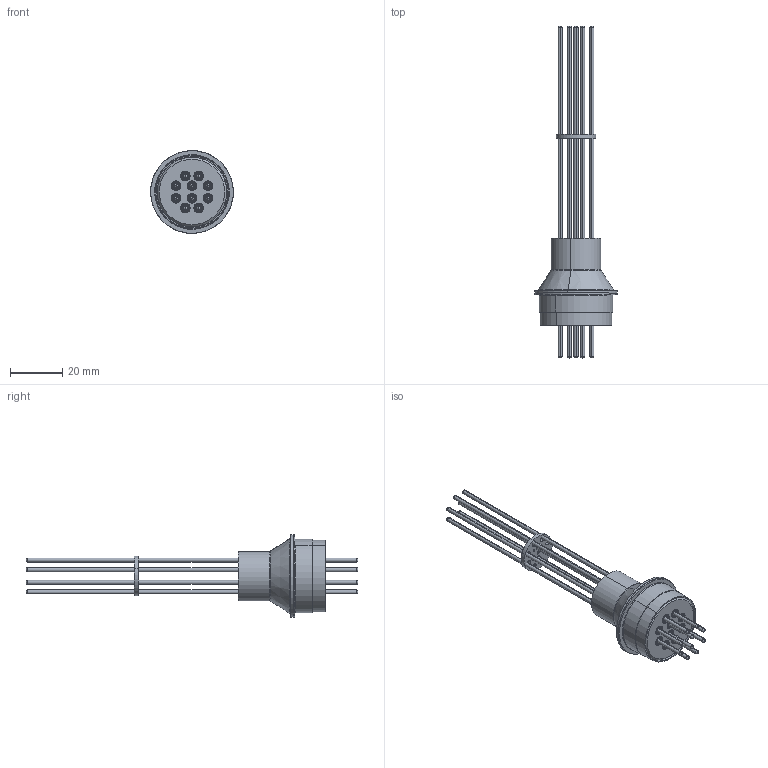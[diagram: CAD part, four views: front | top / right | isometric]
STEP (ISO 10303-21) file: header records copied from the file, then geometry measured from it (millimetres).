
FILE_DESCRIPTION (( 'STEP AP203' ), '1' );
FILE_NAME ('10236-01-W.STEP', '2025-10-08T17:01:58', ( '' ), ( '' ), 'SwSTEP 2.0', 'SolidWorks 2023', '' );
FILE_SCHEMA (( 'CONFIG_CONTROL_DESIGN' ));
Length unit declared in the file: inch
Products named in the file (8): 25603_02; 10236-01-W; 26843_01; 11387_01; 03116_01; 11388_01; 11386_01; 10392_01
Assembly tree (25 placements, depth 3):
  10236-01-W
    10392_01
      11386_01
      25603_02
      11388_01  x10
      11387_01  x10
      03116_01
    26843_01
Bounding box: 31.73 x 127 x 31.73 mm (x, y, z)
Volume: 7484.4 mm3; surface area: 15567.2 mm2
Topology: 24 solids, 24 shells, 313 faces, 650 edges, 388 vertices
Faces by surface type: cylinder 146, cone 70, plane 51, torus 46
Entity records: 5838 total; most frequent: DIRECTION 922, CARTESIAN_POINT 732, ORIENTED_EDGE 688, AXIS2_PLACEMENT_3D 398, EDGE_CURVE 344, CIRCLE 218, EDGE_LOOP 208, VERTEX_POINT 208
